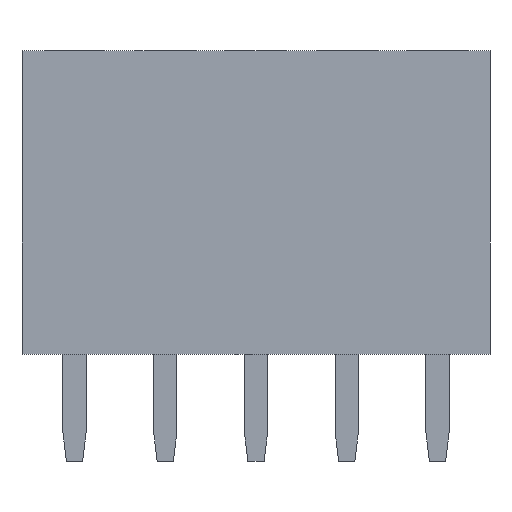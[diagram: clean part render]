
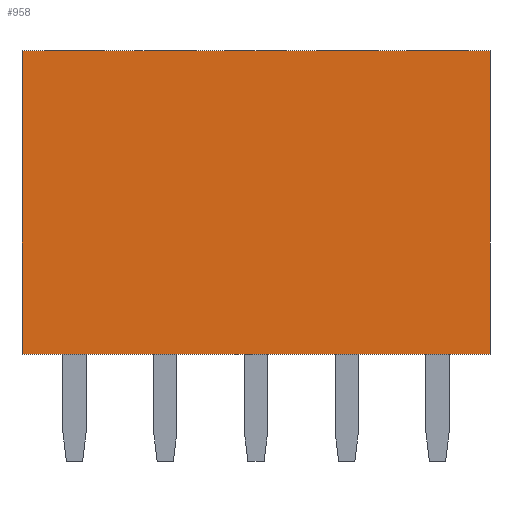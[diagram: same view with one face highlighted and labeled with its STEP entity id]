
A CAD part, front view. The second image highlights one B-rep face of the part: STEP entity #958.
In plain terms, the highlighted planar face has unit normal (0, -1, 0).
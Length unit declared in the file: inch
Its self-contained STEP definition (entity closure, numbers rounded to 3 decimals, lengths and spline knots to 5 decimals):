
#46 = PLANE('',#47);
#47 = AXIS2_PLACEMENT_3D('',#48,#49,#50);
#48 = CARTESIAN_POINT('',(0.2,0.,0.33465));
#49 = DIRECTION('',(0.,0.,1.));
#50 = DIRECTION('',(1.,0.,0.));
#71 = VERTEX_POINT('',#72);
#72 = CARTESIAN_POINT('',(0.25787,-0.04921,
    0.33465));
#86 = PLANE('',#87);
#87 = AXIS2_PLACEMENT_3D('',#88,#89,#90);
#88 = CARTESIAN_POINT('',(0.25787,0.,
    0.33465));
#89 = DIRECTION('',(1.,0.,0.));
#90 = DIRECTION('',(0.,1.,0.));
#98 = EDGE_CURVE('',#99,#71,#101,.T.);
#99 = VERTEX_POINT('',#100);
#100 = CARTESIAN_POINT('',(-0.25787,-0.04921,
    0.33465));
#101 = SURFACE_CURVE('',#102,(#106,#113),.PCURVE_S1.);
#102 = LINE('',#103,#104);
#103 = CARTESIAN_POINT('',(-0.25787,-0.04921,
    0.33465));
#104 = VECTOR('',#105,0.03937);
#105 = DIRECTION('',(1.,0.,0.));
#106 = PCURVE('',#46,#107);
#107 = DEFINITIONAL_REPRESENTATION('',(#108),#112);
#108 = LINE('',#109,#110);
#109 = CARTESIAN_POINT('',(-0.458,-0.049));
#110 = VECTOR('',#111,1.);
#111 = DIRECTION('',(1.,0.));
#112 = ( GEOMETRIC_REPRESENTATION_CONTEXT(2) 
PARAMETRIC_REPRESENTATION_CONTEXT() REPRESENTATION_CONTEXT('2D SPACE',''
  ) );
#113 = PCURVE('',#114,#119);
#114 = PLANE('',#115);
#115 = AXIS2_PLACEMENT_3D('',#116,#117,#118);
#116 = CARTESIAN_POINT('',(0.15,-0.04921,0.33465));
#117 = DIRECTION('',(0.,-1.,0.));
#118 = DIRECTION('',(1.,0.,0.));
#119 = DEFINITIONAL_REPRESENTATION('',(#120),#124);
#120 = LINE('',#121,#122);
#121 = CARTESIAN_POINT('',(-0.408,0.));
#122 = VECTOR('',#123,1.);
#123 = DIRECTION('',(1.,0.));
#124 = ( GEOMETRIC_REPRESENTATION_CONTEXT(2) 
PARAMETRIC_REPRESENTATION_CONTEXT() REPRESENTATION_CONTEXT('2D SPACE',''
  ) );
#140 = PLANE('',#141);
#141 = AXIS2_PLACEMENT_3D('',#142,#143,#144);
#142 = CARTESIAN_POINT('',(-0.25787,0.,
    0.33465));
#143 = DIRECTION('',(1.,0.,0.));
#144 = DIRECTION('',(0.,1.,0.));
#911 = VERTEX_POINT('',#912);
#912 = CARTESIAN_POINT('',(0.25787,-0.04921,
    0.));
#926 = PLANE('',#927);
#927 = AXIS2_PLACEMENT_3D('',#928,#929,#930);
#928 = CARTESIAN_POINT('',(0.2,0.,0.)
  );
#929 = DIRECTION('',(0.,0.,1.));
#930 = DIRECTION('',(1.,0.,0.));
#938 = EDGE_CURVE('',#71,#911,#939,.T.);
#939 = SURFACE_CURVE('',#940,(#944,#951),.PCURVE_S1.);
#940 = LINE('',#941,#942);
#941 = CARTESIAN_POINT('',(0.25787,-0.04921,
    0.33465));
#942 = VECTOR('',#943,0.03937);
#943 = DIRECTION('',(0.,0.,-1.));
#944 = PCURVE('',#86,#945);
#945 = DEFINITIONAL_REPRESENTATION('',(#946),#950);
#946 = LINE('',#947,#948);
#947 = CARTESIAN_POINT('',(-0.049,0.));
#948 = VECTOR('',#949,1.);
#949 = DIRECTION('',(0.,-1.));
#950 = ( GEOMETRIC_REPRESENTATION_CONTEXT(2) 
PARAMETRIC_REPRESENTATION_CONTEXT() REPRESENTATION_CONTEXT('2D SPACE',''
  ) );
#951 = PCURVE('',#114,#952);
#952 = DEFINITIONAL_REPRESENTATION('',(#953),#957);
#953 = LINE('',#954,#955);
#954 = CARTESIAN_POINT('',(0.108,0.));
#955 = VECTOR('',#956,1.);
#956 = DIRECTION('',(0.,-1.));
#957 = ( GEOMETRIC_REPRESENTATION_CONTEXT(2) 
PARAMETRIC_REPRESENTATION_CONTEXT() REPRESENTATION_CONTEXT('2D SPACE',''
  ) );
#958 = ADVANCED_FACE('',(#959),#114,.T.);
#959 = FACE_BOUND('',#960,.F.);
#960 = EDGE_LOOP('',(#961,#962,#963,#986));
#961 = ORIENTED_EDGE('',*,*,#98,.T.);
#962 = ORIENTED_EDGE('',*,*,#938,.T.);
#963 = ORIENTED_EDGE('',*,*,#964,.F.);
#964 = EDGE_CURVE('',#965,#911,#967,.T.);
#965 = VERTEX_POINT('',#966);
#966 = CARTESIAN_POINT('',(-0.25787,-0.04921,
    0.));
#967 = SURFACE_CURVE('',#968,(#972,#979),.PCURVE_S1.);
#968 = LINE('',#969,#970);
#969 = CARTESIAN_POINT('',(-0.25787,-0.04921,
    0.));
#970 = VECTOR('',#971,0.03937);
#971 = DIRECTION('',(1.,0.,0.));
#972 = PCURVE('',#114,#973);
#973 = DEFINITIONAL_REPRESENTATION('',(#974),#978);
#974 = LINE('',#975,#976);
#975 = CARTESIAN_POINT('',(-0.408,-0.335));
#976 = VECTOR('',#977,1.);
#977 = DIRECTION('',(1.,0.));
#978 = ( GEOMETRIC_REPRESENTATION_CONTEXT(2) 
PARAMETRIC_REPRESENTATION_CONTEXT() REPRESENTATION_CONTEXT('2D SPACE',''
  ) );
#979 = PCURVE('',#926,#980);
#980 = DEFINITIONAL_REPRESENTATION('',(#981),#985);
#981 = LINE('',#982,#983);
#982 = CARTESIAN_POINT('',(-0.458,-0.049));
#983 = VECTOR('',#984,1.);
#984 = DIRECTION('',(1.,0.));
#985 = ( GEOMETRIC_REPRESENTATION_CONTEXT(2) 
PARAMETRIC_REPRESENTATION_CONTEXT() REPRESENTATION_CONTEXT('2D SPACE',''
  ) );
#986 = ORIENTED_EDGE('',*,*,#987,.F.);
#987 = EDGE_CURVE('',#99,#965,#988,.T.);
#988 = SURFACE_CURVE('',#989,(#993,#1000),.PCURVE_S1.);
#989 = LINE('',#990,#991);
#990 = CARTESIAN_POINT('',(-0.25787,-0.04921,
    0.33465));
#991 = VECTOR('',#992,0.03937);
#992 = DIRECTION('',(0.,0.,-1.));
#993 = PCURVE('',#114,#994);
#994 = DEFINITIONAL_REPRESENTATION('',(#995),#999);
#995 = LINE('',#996,#997);
#996 = CARTESIAN_POINT('',(-0.408,0.));
#997 = VECTOR('',#998,1.);
#998 = DIRECTION('',(0.,-1.));
#999 = ( GEOMETRIC_REPRESENTATION_CONTEXT(2) 
PARAMETRIC_REPRESENTATION_CONTEXT() REPRESENTATION_CONTEXT('2D SPACE',''
  ) );
#1000 = PCURVE('',#140,#1001);
#1001 = DEFINITIONAL_REPRESENTATION('',(#1002),#1006);
#1002 = LINE('',#1003,#1004);
#1003 = CARTESIAN_POINT('',(-0.049,0.));
#1004 = VECTOR('',#1005,1.);
#1005 = DIRECTION('',(0.,-1.));
#1006 = ( GEOMETRIC_REPRESENTATION_CONTEXT(2) 
PARAMETRIC_REPRESENTATION_CONTEXT() REPRESENTATION_CONTEXT('2D SPACE',''
  ) );
